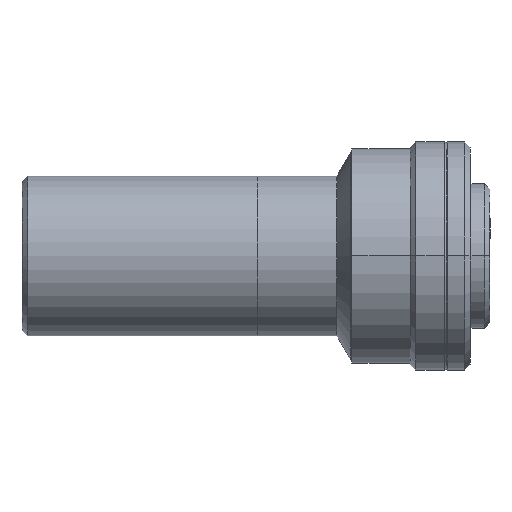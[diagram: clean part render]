
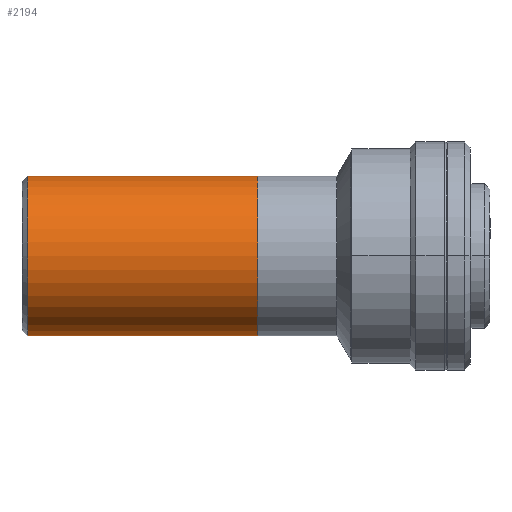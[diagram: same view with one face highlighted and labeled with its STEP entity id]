
A CAD part, top view. The second image highlights one B-rep face of the part: STEP entity #2194.
In plain terms, the highlighted cylindrical face has radius 14 mm (diameter 28 mm), a partial arc.
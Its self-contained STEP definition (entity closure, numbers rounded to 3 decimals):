
#155 = VERTEX_POINT ( 'NONE', #299 ) ;
#216 = DIRECTION ( 'NONE',  ( 0., 1., 0. ) ) ;
#299 = CARTESIAN_POINT ( 'NONE',  ( -37.18, 14., 0. ) ) ;
#314 = LINE ( 'NONE', #516, #1454 ) ;
#346 = EDGE_LOOP ( 'NONE', ( #1935, #430, #682, #1102 ) ) ;
#366 = AXIS2_PLACEMENT_3D ( 'NONE', #1504, #1531, #2602 ) ;
#376 = VERTEX_POINT ( 'NONE', #2280 ) ;
#411 = CARTESIAN_POINT ( 'NONE',  ( 3.1, 0., 0. ) ) ;
#430 = ORIENTED_EDGE ( 'NONE', *, *, #2118, .T. ) ;
#516 = CARTESIAN_POINT ( 'NONE',  ( -0.2, -14., 0. ) ) ;
#682 = ORIENTED_EDGE ( 'NONE', *, *, #1434, .F. ) ;
#703 = CYLINDRICAL_SURFACE ( 'NONE', #366, 14. ) ;
#707 = VERTEX_POINT ( 'NONE', #2289 ) ;
#837 = AXIS2_PLACEMENT_3D ( 'NONE', #2360, #1996, #1515 ) ;
#936 = LINE ( 'NONE', #1334, #1836 ) ;
#1023 = EDGE_CURVE ( 'NONE', #155, #1119, #1445, .T. ) ;
#1035 = DIRECTION ( 'NONE',  ( 1., 0., 0. ) ) ;
#1102 = ORIENTED_EDGE ( 'NONE', *, *, #1121, .F. ) ;
#1119 = VERTEX_POINT ( 'NONE', #1934 ) ;
#1121 = EDGE_CURVE ( 'NONE', #155, #376, #936, .T. ) ;
#1334 = CARTESIAN_POINT ( 'NONE',  ( -0.2, 14., 0. ) ) ;
#1434 = EDGE_CURVE ( 'NONE', #376, #707, #1582, .T. ) ;
#1445 = CIRCLE ( 'NONE', #837, 14. ) ;
#1454 = VECTOR ( 'NONE', #2556, 1000. ) ;
#1504 = CARTESIAN_POINT ( 'NONE',  ( -0.2, 0., 0. ) ) ;
#1515 = DIRECTION ( 'NONE',  ( 0., 1., 0. ) ) ;
#1531 = DIRECTION ( 'NONE',  ( 1., 0., 0. ) ) ;
#1582 = CIRCLE ( 'NONE', #1791, 14. ) ;
#1791 = AXIS2_PLACEMENT_3D ( 'NONE', #411, #1035, #216 ) ;
#1836 = VECTOR ( 'NONE', #2155, 1000. ) ;
#1934 = CARTESIAN_POINT ( 'NONE',  ( -37.18, -14., 0. ) ) ;
#1935 = ORIENTED_EDGE ( 'NONE', *, *, #1023, .T. ) ;
#1996 = DIRECTION ( 'NONE',  ( 1., 0., 0. ) ) ;
#2118 = EDGE_CURVE ( 'NONE', #1119, #707, #314, .T. ) ;
#2155 = DIRECTION ( 'NONE',  ( 1., 0., 0. ) ) ;
#2194 = ADVANCED_FACE ( 'NONE', ( #2570 ), #703, .T. ) ;
#2280 = CARTESIAN_POINT ( 'NONE',  ( 3.1, 14., 0. ) ) ;
#2289 = CARTESIAN_POINT ( 'NONE',  ( 3.1, -14., 0. ) ) ;
#2360 = CARTESIAN_POINT ( 'NONE',  ( -37.18, 0., 0. ) ) ;
#2556 = DIRECTION ( 'NONE',  ( 1., 0., 0. ) ) ;
#2570 = FACE_OUTER_BOUND ( 'NONE', #346, .T. ) ;
#2602 = DIRECTION ( 'NONE',  ( 0., 1., 0. ) ) ;
